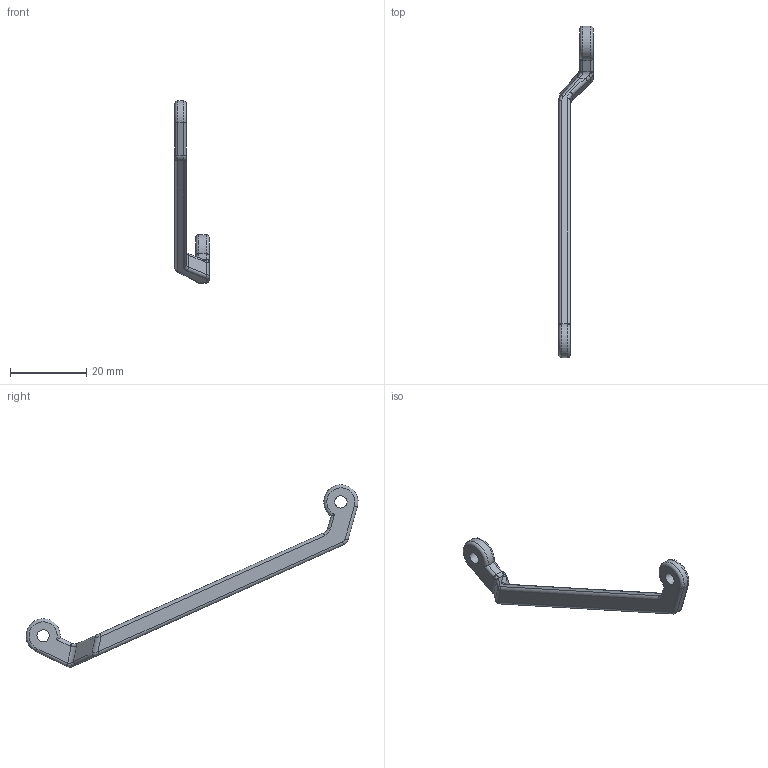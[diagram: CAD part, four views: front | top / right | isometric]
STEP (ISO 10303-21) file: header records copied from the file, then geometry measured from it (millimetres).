
FILE_DESCRIPTION(/* description */ (''),/* implementation_level */ '2;1');
FILE_NAME(/* name */ 'part09.step',/* time_stamp */ '2018-01-15T18:45:17+09:00',/* author */ (''),/* organization */ (''),/* preprocessor_version */ 'ST-DEVELOPER v16.13',/* originating_system */ 'Autodesk Translation Framework v6.5.0.72',/* authorisation */ '');
FILE_SCHEMA (('AUTOMOTIVE_DESIGN { 1 0 10303 214 3 1 1 }'));
Length unit declared in the file: millimetre
Products named in the file (1): Fusion コンポーネント
Bounding box: 9 x 87.19 x 47.84 mm (x, y, z)
Volume: 1706.9 mm3; surface area: 1745.4 mm2
Topology: 1 solids, 1 shells, 64 faces, 146 edges, 84 vertices
Faces by surface type: cylinder 29, torus 14, plane 12, bspline 9
Full cylindrical faces by diameter (mm): 3.2 x2
Entity records: 2066 total; most frequent: CARTESIAN_POINT 577, DIRECTION 328, ORIENTED_EDGE 292, EDGE_CURVE 146, AXIS2_PLACEMENT_3D 136, VERTEX_POINT 84, EDGE_LOOP 68, CIRCLE 68
